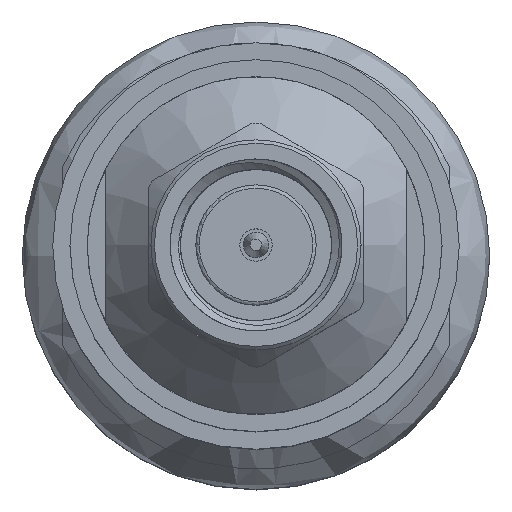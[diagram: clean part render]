
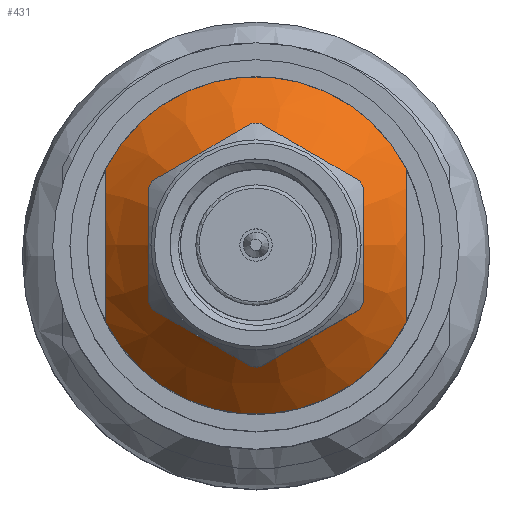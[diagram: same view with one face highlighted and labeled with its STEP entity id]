
A CAD part, top view. The second image highlights one B-rep face of the part: STEP entity #431.
In plain terms, the highlighted conical face has half-angle 45 degrees and reference radius 6.236 mm.
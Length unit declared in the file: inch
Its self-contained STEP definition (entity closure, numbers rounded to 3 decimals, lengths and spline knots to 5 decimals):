
#6 = B_SPLINE_CURVE_WITH_KNOTS ( 'NONE', 3,
 ( #781, #1949, #3666, #4766, #253, #879, #7119, #4909, #4291, #323 ),
 .UNSPECIFIED., .F., .F.,
 ( 4, 2, 2, 2, 4 ),
 ( 0.02484, 0.0263, 0.02776, 0.02923, 0.03069 ),
 .UNSPECIFIED. ) ;
#124 = AXIS2_PLACEMENT_3D ( 'NONE', #605, #4598, #2474 ) ;
#253 = CARTESIAN_POINT ( 'NONE',  ( 0.44646, -0.0196, 0.2185 ) ) ;
#323 = CARTESIAN_POINT ( 'NONE',  ( 0.47346, 0.11193, 0.2185 ) ) ;
#431 = ADVANCED_FACE ( 'NONE', ( #2799, #1268 ), #6280, .T. ) ;
#599 = DIRECTION ( 'NONE',  ( 0., 0., -1. ) ) ;
#605 = CARTESIAN_POINT ( 'NONE',  ( 0.34705, 0., 0. ) ) ;
#640 = B_SPLINE_CURVE_WITH_KNOTS ( 'NONE', 3,
 ( #1243, #5954, #4231, #5245, #6534, #651, #5192, #1768, #2974, #6971 ),
 .UNSPECIFIED., .F., .F.,
 ( 4, 2, 2, 2, 4 ),
 ( 0.02507, 0.02654, 0.028, 0.02946, 0.03092 ),
 .UNSPECIFIED. ) ;
#651 = CARTESIAN_POINT ( 'NONE',  ( 0.44646, -0.0196, -0.2185 ) ) ;
#680 = ORIENTED_EDGE ( 'NONE', *, *, #4867, .T. ) ;
#682 = CARTESIAN_POINT ( 'NONE',  ( 0.47346, 0., 0. ) ) ;
#684 = EDGE_LOOP ( 'NONE', ( #680 ) ) ;
#781 = CARTESIAN_POINT ( 'NONE',  ( 0.47346, -0.11193, 0.2185 ) ) ;
#879 = CARTESIAN_POINT ( 'NONE',  ( 0.44645, 0.0195, 0.2185 ) ) ;
#1041 = DIRECTION ( 'NONE',  ( 1., 0., 0. ) ) ;
#1243 = CARTESIAN_POINT ( 'NONE',  ( 0.47346, 0.11193, -0.2185 ) ) ;
#1268 = FACE_OUTER_BOUND ( 'NONE', #4164, .T. ) ;
#1357 = DIRECTION ( 'NONE',  ( 0., 0., -1. ) ) ;
#1414 = CIRCLE ( 'NONE', #4157, 0.2455 ) ;
#1663 = AXIS2_PLACEMENT_3D ( 'NONE', #4505, #1041, #599 ) ;
#1768 = CARTESIAN_POINT ( 'NONE',  ( 0.4586, -0.07602, -0.2185 ) ) ;
#1949 = CARTESIAN_POINT ( 'NONE',  ( 0.46547, -0.09442, 0.2185 ) ) ;
#2106 = EDGE_CURVE ( 'NONE', #3447, #4882, #640, .T. ) ;
#2275 = ORIENTED_EDGE ( 'NONE', *, *, #2106, .T. ) ;
#2309 = VERTEX_POINT ( 'NONE', #3539 ) ;
#2474 = DIRECTION ( 'NONE',  ( 0., 0., -1. ) ) ;
#2484 = CARTESIAN_POINT ( 'NONE',  ( 0.47346, -0.11193, 0.2185 ) ) ;
#2545 = CARTESIAN_POINT ( 'NONE',  ( 0.47346, 0., 0. ) ) ;
#2799 = FACE_BOUND ( 'NONE', #684, .T. ) ;
#2862 = CARTESIAN_POINT ( 'NONE',  ( 0.47346, -0.11193, -0.2185 ) ) ;
#2974 = CARTESIAN_POINT ( 'NONE',  ( 0.46547, -0.09442, -0.2185 ) ) ;
#3100 = DIRECTION ( 'NONE',  ( 1., 0., 0. ) ) ;
#3238 = ORIENTED_EDGE ( 'NONE', *, *, #4074, .F. ) ;
#3264 = ORIENTED_EDGE ( 'NONE', *, *, #3332, .T. ) ;
#3332 = EDGE_CURVE ( 'NONE', #6473, #4232, #6, .T. ) ;
#3447 = VERTEX_POINT ( 'NONE', #3689 ) ;
#3539 = CARTESIAN_POINT ( 'NONE',  ( 0.34705, 0., -0.1191 ) ) ;
#3637 = DIRECTION ( 'NONE',  ( 1., 0., 0. ) ) ;
#3652 = CIRCLE ( 'NONE', #124, 0.1191 ) ;
#3666 = CARTESIAN_POINT ( 'NONE',  ( 0.4586, -0.07602, 0.2185 ) ) ;
#3689 = CARTESIAN_POINT ( 'NONE',  ( 0.47346, 0.11193, -0.2185 ) ) ;
#3902 = CIRCLE ( 'NONE', #7029, 0.2455 ) ;
#4074 = EDGE_CURVE ( 'NONE', #6473, #4882, #1414, .T. ) ;
#4157 = AXIS2_PLACEMENT_3D ( 'NONE', #682, #3637, #1357 ) ;
#4164 = EDGE_LOOP ( 'NONE', ( #3238, #3264, #6515, #2275 ) ) ;
#4231 = CARTESIAN_POINT ( 'NONE',  ( 0.45859, 0.07601, -0.2185 ) ) ;
#4232 = VERTEX_POINT ( 'NONE', #6559 ) ;
#4291 = CARTESIAN_POINT ( 'NONE',  ( 0.46547, 0.09441, 0.2185 ) ) ;
#4505 = CARTESIAN_POINT ( 'NONE',  ( 0.47346, 0., 0. ) ) ;
#4598 = DIRECTION ( 'NONE',  ( 1., 0., 0. ) ) ;
#4766 = CARTESIAN_POINT ( 'NONE',  ( 0.44911, -0.03867, 0.2185 ) ) ;
#4867 = EDGE_CURVE ( 'NONE', #2309, #2309, #3652, .T. ) ;
#4882 = VERTEX_POINT ( 'NONE', #2862 ) ;
#4909 = CARTESIAN_POINT ( 'NONE',  ( 0.45859, 0.07601, 0.2185 ) ) ;
#5192 = CARTESIAN_POINT ( 'NONE',  ( 0.44911, -0.03867, -0.2185 ) ) ;
#5245 = CARTESIAN_POINT ( 'NONE',  ( 0.4491, 0.03862, -0.2185 ) ) ;
#5954 = CARTESIAN_POINT ( 'NONE',  ( 0.46547, 0.09441, -0.2185 ) ) ;
#6280 = CONICAL_SURFACE ( 'NONE', #1663, 0.2455, 0.785 ) ;
#6473 = VERTEX_POINT ( 'NONE', #2484 ) ;
#6515 = ORIENTED_EDGE ( 'NONE', *, *, #6992, .F. ) ;
#6534 = CARTESIAN_POINT ( 'NONE',  ( 0.44645, 0.0195, -0.2185 ) ) ;
#6559 = CARTESIAN_POINT ( 'NONE',  ( 0.47346, 0.11193, 0.2185 ) ) ;
#6569 = DIRECTION ( 'NONE',  ( 0., 0., -1. ) ) ;
#6971 = CARTESIAN_POINT ( 'NONE',  ( 0.47346, -0.11193, -0.2185 ) ) ;
#6992 = EDGE_CURVE ( 'NONE', #3447, #4232, #3902, .T. ) ;
#7029 = AXIS2_PLACEMENT_3D ( 'NONE', #2545, #3100, #6569 ) ;
#7119 = CARTESIAN_POINT ( 'NONE',  ( 0.4491, 0.03862, 0.2185 ) ) ;
